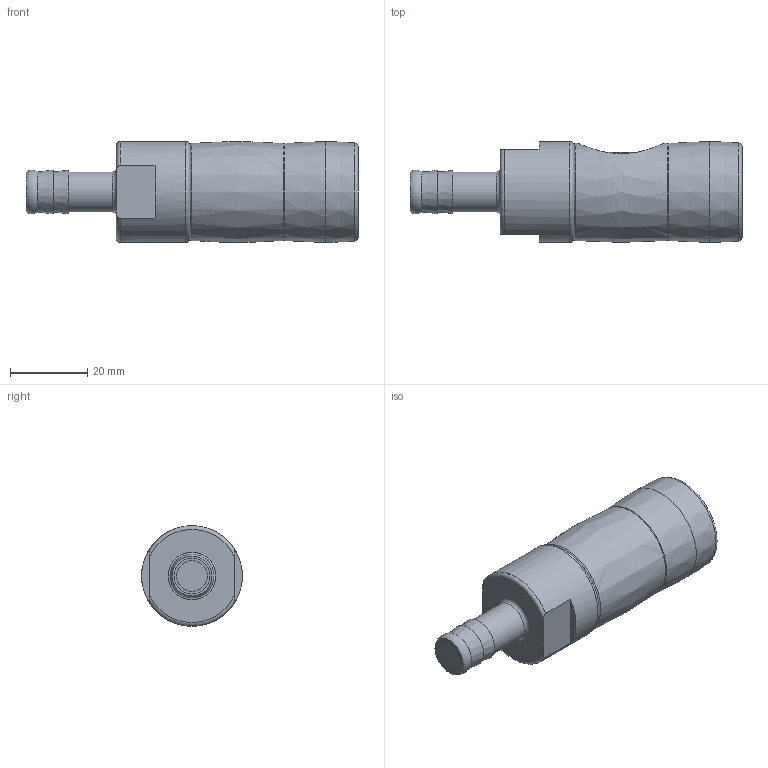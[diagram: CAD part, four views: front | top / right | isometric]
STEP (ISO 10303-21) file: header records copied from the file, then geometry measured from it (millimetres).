
FILE_DESCRIPTION(/* description */ (''),/* implementation_level */ '2;1');
FILE_NAME(/* name */ '26KPTF10APX.stp',/* time_stamp */ '2020-02-13T13:46:38+01:00',/* author */ ('IA176480'),/* organization */ (''),/* preprocessor_version */ 'ST-DEVELOPER v17',/* originating_system */ 'Autodesk Inventor 2019',/* authorisation */ '');
FILE_SCHEMA (('AUTOMOTIVE_DESIGN { 1 0 10303 214 3 1 1 }'));
Length unit declared in the file: millimetre
Products named in the file (1): 26KPTF10APX
Bounding box: 85.7 x 26 x 26 mm (x, y, z)
Volume: 38873 mm3; surface area: 24733.3 mm2
Topology: 37 solids, 37 shells, 211 faces, 568 edges, 390 vertices
Faces by surface type: cylinder 66, plane 60, cone 27, sphere 27, torus 18, bspline 13
Full cylindrical faces by diameter (mm): 3.5 x1, 4 x11, 6.5 x1, 8 x1, 9.158 x1, 9.6 x1, 9.65 x1, 10.3 x1, 12.05 x1, 12.25 x1, 12.4 x3, 13.6 x1, 15 x1, 15.8 x2, 16.18 x1, 16.5 x1, 16.6 x1, 17.9 x2, 18.1 x4, 18.2 x2, 20.3 x1, 20.5 x1, 21 x10, 22 x5, 22.226 x1, 26 x1
Entity records: 13874 total; most frequent: CARTESIAN_POINT 8736, DIRECTION 1056, ORIENTED_EDGE 1032, EDGE_CURVE 516, AXIS2_PLACEMENT_3D 460, VERTEX_POINT 390, CIRCLE 257, EDGE_LOOP 240
